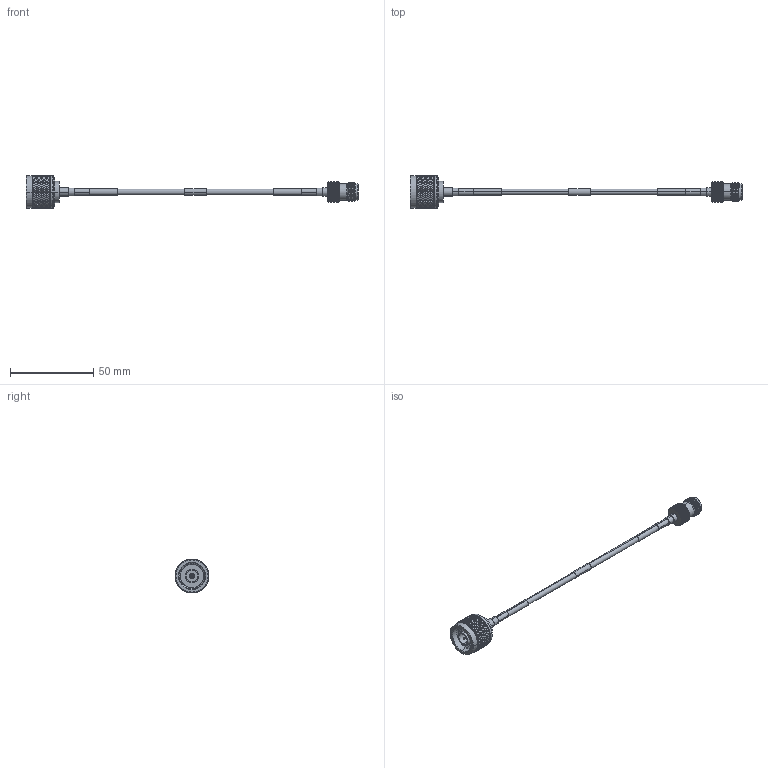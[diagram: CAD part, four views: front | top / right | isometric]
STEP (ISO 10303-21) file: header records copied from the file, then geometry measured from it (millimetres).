
FILE_DESCRIPTION (( 'STEP AP214' ), '1' );
FILE_NAME ('LCCA30512_3D.STEP', '2020-05-07T18:07:43', ( '' ), ( '' ), 'SwSTEP 2.0', 'SolidWorks 2018', '' );
FILE_SCHEMA (( 'AUTOMOTIVE_DESIGN' ));
Length unit declared in the file: inch
Products named in the file (6): LC141TBJ (141 Formable with HeatShrink); 1AW01-003_.152 ID; LCCN3067; LCCA30512_3D; LC141TBJ-PROD; LCCN3051
Assembly tree (7 placements, depth 3):
  LCCA30512_3D
    LC141TBJ-PROD
      LC141TBJ (141 Formable with HeatShrink)
      1AW01-003_.152 ID  x3
    LCCN3051
    LCCN3067
Bounding box: 198.98 x 20.32 x 20.32 mm (x, y, z)
Volume: 7014.8 mm3; surface area: 8852.7 mm2
Topology: 8 solids, 8 shells, 4050 faces, 8623 edges, 4610 vertices
Faces by surface type: bspline 3078, cylinder 869, plane 61, cone 40, torus 2
Entity records: 152253 total; most frequent: CARTESIAN_POINT 99322, ORIENTED_EDGE 17198, EDGE_CURVE 8599, VERTEX_POINT 4594, EDGE_LOOP 4065, FACE_OUTER_BOUND 4038, ADVANCED_FACE 4038, B_SPLINE_CURVE_WITH_KNOTS 3494
